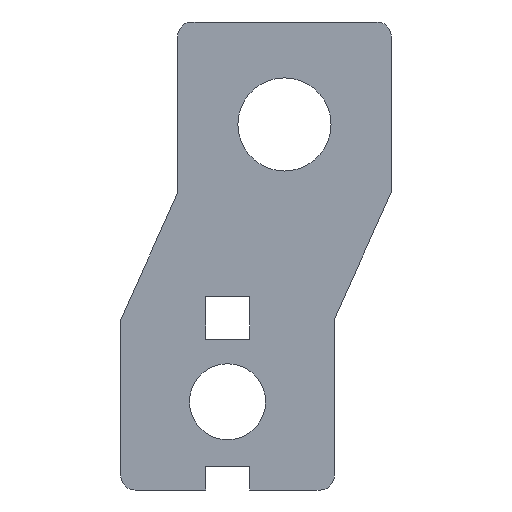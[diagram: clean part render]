
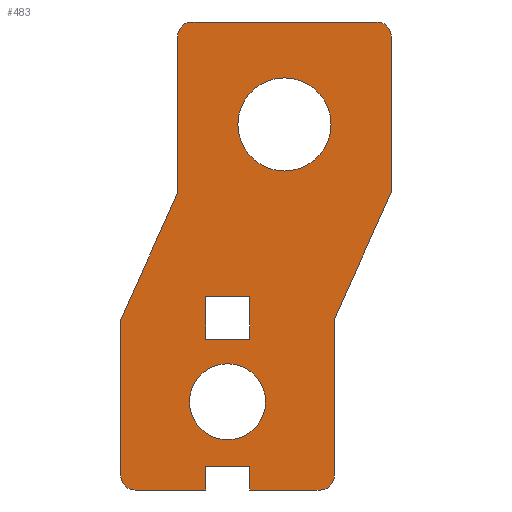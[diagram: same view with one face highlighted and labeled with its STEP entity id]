
A CAD part, left-side view. The second image highlights one B-rep face of the part: STEP entity #483.
In plain terms, the highlighted planar face has unit normal (-1, 0, 0).
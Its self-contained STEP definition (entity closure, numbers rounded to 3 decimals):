
#22=CARTESIAN_POINT('',(0.,-15.,-53.4));
#23=DIRECTION('',(-1.,0.,0.));
#24=DIRECTION('',(0.,0.,1.));
#25=AXIS2_PLACEMENT_3D('',#22,#23,#24);
#27=CARTESIAN_POINT('',(0.,-15.,-53.4));
#28=DIRECTION('',(-1.,0.,0.));
#29=DIRECTION('',(0.,0.,-1.));
#30=AXIS2_PLACEMENT_3D('',#27,#28,#29);
#32=DIRECTION('',(0.,0.,1.));
#33=VECTOR('',#32,6.);
#34=CARTESIAN_POINT('',(0.,-18.1,-44.6));
#35=LINE('',#34,#33);
#36=DIRECTION('',(0.,1.,0.));
#37=VECTOR('',#36,6.2);
#38=CARTESIAN_POINT('',(0.,-18.1,-38.6));
#39=LINE('',#38,#37);
#40=DIRECTION('',(0.,0.,-1.));
#41=VECTOR('',#40,6.);
#42=CARTESIAN_POINT('',(0.,-11.9,-38.6));
#43=LINE('',#42,#41);
#44=DIRECTION('',(0.,-1.,0.));
#45=VECTOR('',#44,6.2);
#46=CARTESIAN_POINT('',(0.,-11.9,-44.6));
#47=LINE('',#46,#45);
#48=CARTESIAN_POINT('',(0.,-23.,-14.4));
#49=DIRECTION('',(-1.,0.,0.));
#50=DIRECTION('',(0.,0.,1.));
#51=AXIS2_PLACEMENT_3D('',#48,#49,#50);
#53=CARTESIAN_POINT('',(0.,-23.,-14.4));
#54=DIRECTION('',(-1.,0.,0.));
#55=DIRECTION('',(0.,0.,-1.));
#56=AXIS2_PLACEMENT_3D('',#53,#54,#55);
#58=DIRECTION('',(0.,0.,1.));
#59=VECTOR('',#58,22.);
#60=CARTESIAN_POINT('',(0.,0.,-63.8));
#61=LINE('',#60,#59);
#62=DIRECTION('',(0.,-0.41,0.912));
#63=VECTOR('',#62,19.515);
#64=CARTESIAN_POINT('',(0.,0.,-41.8));
#65=LINE('',#64,#63);
#66=DIRECTION('',(0.,0.,-1.));
#67=VECTOR('',#66,22.);
#68=CARTESIAN_POINT('',(0.,-8.,-2.));
#69=LINE('',#68,#67);
#70=DIRECTION('',(0.,-1.,0.));
#71=VECTOR('',#70,26.);
#72=CARTESIAN_POINT('',(0.,-10.,0.));
#73=LINE('',#72,#71);
#74=DIRECTION('',(0.,0.,-1.));
#75=VECTOR('',#74,22.);
#76=CARTESIAN_POINT('',(0.,-38.,-2.));
#77=LINE('',#76,#75);
#78=DIRECTION('',(0.,0.41,-0.912));
#79=VECTOR('',#78,19.515);
#80=CARTESIAN_POINT('',(0.,-38.,-24.));
#81=LINE('',#80,#79);
#82=DIRECTION('',(0.,1.,0.));
#83=VECTOR('',#82,9.9);
#84=CARTESIAN_POINT('',(0.,-28.,-65.8));
#85=LINE('',#84,#83);
#86=DIRECTION('',(0.,0.,1.));
#87=VECTOR('',#86,3.3);
#88=CARTESIAN_POINT('',(0.,-18.1,-65.8));
#89=LINE('',#88,#87);
#90=DIRECTION('',(0.,1.,0.));
#91=VECTOR('',#90,6.2);
#92=CARTESIAN_POINT('',(0.,-18.1,-62.5));
#93=LINE('',#92,#91);
#94=DIRECTION('',(0.,0.,-1.));
#95=VECTOR('',#94,3.3);
#96=CARTESIAN_POINT('',(0.,-11.9,-62.5));
#97=LINE('',#96,#95);
#98=DIRECTION('',(0.,1.,0.));
#99=VECTOR('',#98,9.9);
#100=CARTESIAN_POINT('',(0.,-11.9,-65.8));
#101=LINE('',#100,#99);
#214=CARTESIAN_POINT('',(0.,-2.,-63.8));
#215=DIRECTION('',(-1.,0.,0.));
#216=DIRECTION('',(0.,1.,0.));
#217=AXIS2_PLACEMENT_3D('',#214,#215,#216);
#240=CARTESIAN_POINT('',(0.,-10.,-2.));
#241=DIRECTION('',(-1.,0.,0.));
#242=DIRECTION('',(0.,0.,1.));
#243=AXIS2_PLACEMENT_3D('',#240,#241,#242);
#271=CARTESIAN_POINT('',(0.,-36.,-2.));
#272=DIRECTION('',(-1.,0.,0.));
#273=DIRECTION('',(0.,-1.,0.));
#274=AXIS2_PLACEMENT_3D('',#271,#272,#273);
#280=DIRECTION('',(0.,0.,1.));
#281=VECTOR('',#280,22.);
#282=CARTESIAN_POINT('',(0.,-30.,-63.8));
#283=LINE('',#282,#281);
#296=CARTESIAN_POINT('',(0.,-28.,-63.8));
#297=DIRECTION('',(-1.,0.,0.));
#298=DIRECTION('',(0.,0.,-1.));
#299=AXIS2_PLACEMENT_3D('',#296,#297,#298);
#326=CARTESIAN_POINT('',(0.,-15.,-48.05));
#327=CARTESIAN_POINT('',(0.,-15.,-58.75));
#328=VERTEX_POINT('',#326);
#329=VERTEX_POINT('',#327);
#330=CARTESIAN_POINT('',(0.,-18.1,-65.8));
#331=CARTESIAN_POINT('',(0.,-18.1,-62.5));
#332=VERTEX_POINT('',#330);
#333=VERTEX_POINT('',#331);
#334=CARTESIAN_POINT('',(0.,-11.9,-62.5));
#335=VERTEX_POINT('',#334);
#336=CARTESIAN_POINT('',(0.,-11.9,-65.8));
#337=VERTEX_POINT('',#336);
#338=CARTESIAN_POINT('',(0.,-18.1,-44.6));
#339=CARTESIAN_POINT('',(0.,-18.1,-38.6));
#340=VERTEX_POINT('',#338);
#341=VERTEX_POINT('',#339);
#342=CARTESIAN_POINT('',(0.,-11.9,-38.6));
#343=VERTEX_POINT('',#342);
#344=CARTESIAN_POINT('',(0.,-11.9,-44.6));
#345=VERTEX_POINT('',#344);
#366=CARTESIAN_POINT('',(0.,0.,-41.8));
#367=CARTESIAN_POINT('',(0.,-8.,-24.));
#368=VERTEX_POINT('',#366);
#369=VERTEX_POINT('',#367);
#370=CARTESIAN_POINT('',(0.,-38.,-24.));
#371=CARTESIAN_POINT('',(0.,-30.,-41.8));
#372=VERTEX_POINT('',#370);
#373=VERTEX_POINT('',#371);
#382=CARTESIAN_POINT('',(0.,-23.,-7.85));
#383=CARTESIAN_POINT('',(0.,-23.,-20.95));
#384=VERTEX_POINT('',#382);
#385=VERTEX_POINT('',#383);
#391=CARTESIAN_POINT('',(0.,0.,-63.8));
#393=VERTEX_POINT('',#391);
#394=CARTESIAN_POINT('',(0.,-2.,-65.8));
#395=VERTEX_POINT('',#394);
#399=CARTESIAN_POINT('',(0.,-28.,-65.8));
#401=VERTEX_POINT('',#399);
#402=CARTESIAN_POINT('',(0.,-30.,-63.8));
#403=VERTEX_POINT('',#402);
#406=CARTESIAN_POINT('',(0.,-36.,0.));
#408=VERTEX_POINT('',#406);
#412=CARTESIAN_POINT('',(0.,-38.,-2.));
#413=VERTEX_POINT('',#412);
#415=CARTESIAN_POINT('',(0.,-10.,0.));
#417=VERTEX_POINT('',#415);
#418=CARTESIAN_POINT('',(0.,-8.,-2.));
#419=VERTEX_POINT('',#418);
#422=CARTESIAN_POINT('',(0.,0.,0.));
#423=DIRECTION('',(1.,0.,0.));
#424=DIRECTION('',(0.,0.,1.));
#425=AXIS2_PLACEMENT_3D('',#422,#423,#424);
#426=PLANE('',#425);
#428=ORIENTED_EDGE('',*,*,#427,.F.);
#430=ORIENTED_EDGE('',*,*,#429,.T.);
#432=ORIENTED_EDGE('',*,*,#431,.T.);
#434=ORIENTED_EDGE('',*,*,#433,.F.);
#436=ORIENTED_EDGE('',*,*,#435,.F.);
#438=ORIENTED_EDGE('',*,*,#437,.T.);
#440=ORIENTED_EDGE('',*,*,#439,.F.);
#442=ORIENTED_EDGE('',*,*,#441,.T.);
#444=ORIENTED_EDGE('',*,*,#443,.T.);
#446=ORIENTED_EDGE('',*,*,#445,.F.);
#448=ORIENTED_EDGE('',*,*,#447,.F.);
#450=ORIENTED_EDGE('',*,*,#449,.T.);
#452=ORIENTED_EDGE('',*,*,#451,.T.);
#454=ORIENTED_EDGE('',*,*,#453,.T.);
#456=ORIENTED_EDGE('',*,*,#455,.T.);
#458=ORIENTED_EDGE('',*,*,#457,.T.);
#459=EDGE_LOOP('',(#428,#430,#432,#434,#436,#438,#440,#442,#444,#446,#448,#450,
#452,#454,#456,#458));
#460=FACE_OUTER_BOUND('',#459,.F.);
#462=ORIENTED_EDGE('',*,*,#461,.T.);
#464=ORIENTED_EDGE('',*,*,#463,.T.);
#466=ORIENTED_EDGE('',*,*,#465,.T.);
#468=ORIENTED_EDGE('',*,*,#467,.T.);
#469=EDGE_LOOP('',(#462,#464,#466,#468));
#470=FACE_BOUND('',#469,.F.);
#472=ORIENTED_EDGE('',*,*,#471,.T.);
#474=ORIENTED_EDGE('',*,*,#473,.T.);
#475=EDGE_LOOP('',(#472,#474));
#476=FACE_BOUND('',#475,.F.);
#478=ORIENTED_EDGE('',*,*,#477,.T.);
#480=ORIENTED_EDGE('',*,*,#479,.T.);
#481=EDGE_LOOP('',(#478,#480));
#482=FACE_BOUND('',#481,.F.);
#483=ADVANCED_FACE('',(#460,#470,#476,#482),#426,.F.);
#26=CIRCLE('',#25,5.35);
#31=CIRCLE('',#30,5.35);
#52=CIRCLE('',#51,6.55);
#57=CIRCLE('',#56,6.55);
#218=CIRCLE('',#217,2.);
#244=CIRCLE('',#243,2.);
#275=CIRCLE('',#274,2.);
#300=CIRCLE('',#299,2.);
#427=EDGE_CURVE('',#393,#395,#218,.T.);
#429=EDGE_CURVE('',#393,#368,#61,.T.);
#431=EDGE_CURVE('',#368,#369,#65,.T.);
#433=EDGE_CURVE('',#419,#369,#69,.T.);
#435=EDGE_CURVE('',#417,#419,#244,.T.);
#437=EDGE_CURVE('',#417,#408,#73,.T.);
#439=EDGE_CURVE('',#413,#408,#275,.T.);
#441=EDGE_CURVE('',#413,#372,#77,.T.);
#443=EDGE_CURVE('',#372,#373,#81,.T.);
#445=EDGE_CURVE('',#403,#373,#283,.T.);
#447=EDGE_CURVE('',#401,#403,#300,.T.);
#449=EDGE_CURVE('',#401,#332,#85,.T.);
#451=EDGE_CURVE('',#332,#333,#89,.T.);
#453=EDGE_CURVE('',#333,#335,#93,.T.);
#455=EDGE_CURVE('',#335,#337,#97,.T.);
#457=EDGE_CURVE('',#337,#395,#101,.T.);
#461=EDGE_CURVE('',#340,#341,#35,.T.);
#463=EDGE_CURVE('',#341,#343,#39,.T.);
#465=EDGE_CURVE('',#343,#345,#43,.T.);
#467=EDGE_CURVE('',#345,#340,#47,.T.);
#471=EDGE_CURVE('',#384,#385,#52,.T.);
#473=EDGE_CURVE('',#385,#384,#57,.T.);
#477=EDGE_CURVE('',#328,#329,#26,.T.);
#479=EDGE_CURVE('',#329,#328,#31,.T.);
